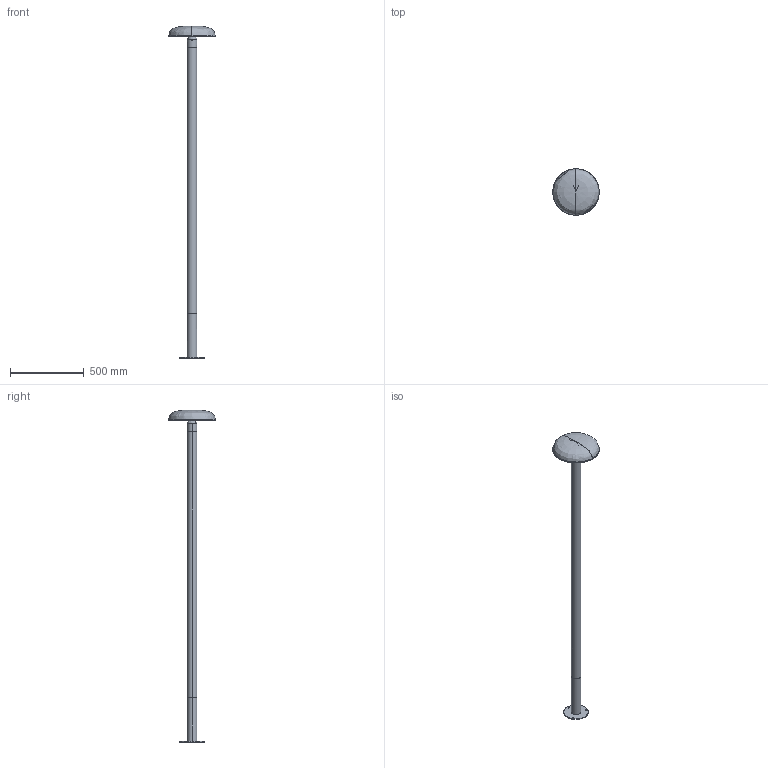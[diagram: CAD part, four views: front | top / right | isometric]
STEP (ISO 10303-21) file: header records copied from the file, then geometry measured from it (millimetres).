
FILE_DESCRIPTION(/* description */ (''),/* implementation_level */ '2;1');
FILE_NAME(/* name */ 'T050XXX_B-KNOP 225 - SEMPLIFICATO',/* time_stamp */ '2024-06-17T10:02:09+02:00',/* author */ (''),/* organization */ (''),/* preprocessor_version */ 'ST-DEVELOPER v16.5',/* originating_system */ 'Rhino 7.37',/* authorisation */ '');
FILE_SCHEMA (('AUTOMOTIVE_DESIGN'));
Length unit declared in the file: millimetre
Products named in the file (3): Document; Blocco 04; Blocco 03
Assembly tree (2 placements, depth 2):
  Document
    Blocco 04
    Blocco 03
Bounding box: 314.67 x 314.97 x 2248.8 mm (x, y, z)
Volume: 440380.3 mm3; surface area: 1204879.6 mm2
Topology: 4 solids, 34 shells, 207 faces, 517 edges, 321 vertices
Faces by surface type: bspline 114, cylinder 69, plane 24
Full cylindrical faces by diameter (mm): 3 x1
Entity records: 11553 total; most frequent: CARTESIAN_POINT 6618, ORIENTED_EDGE 887, EDGE_CURVE 503, VERTEX_POINT 321, EDGE_LOOP 269, COLOUR_RGB 236, FILL_AREA_STYLE_COLOUR 236, FILL_AREA_STYLE 236
